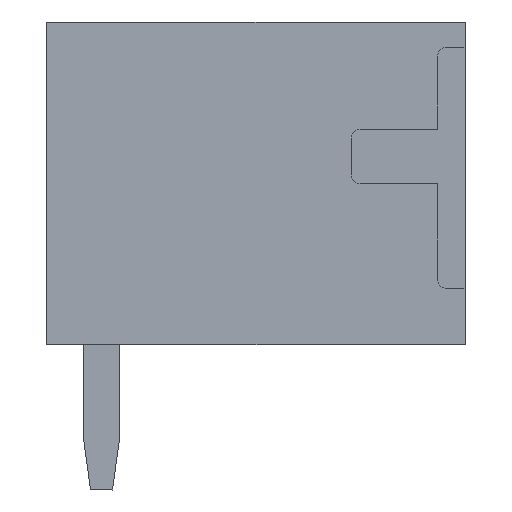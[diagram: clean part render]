
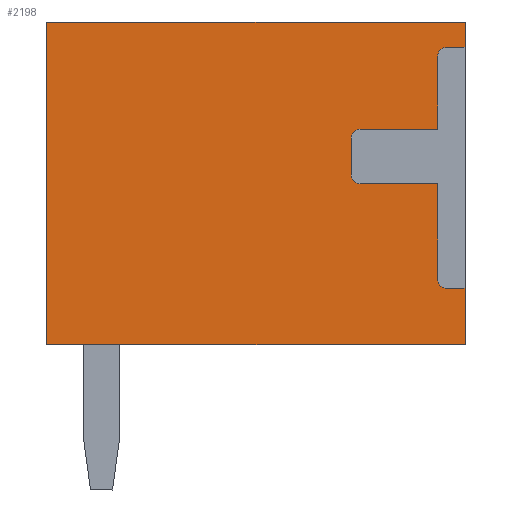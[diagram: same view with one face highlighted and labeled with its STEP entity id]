
A CAD part, left-side view. The second image highlights one B-rep face of the part: STEP entity #2198.
In plain terms, the highlighted planar face has unit normal (-1, 0, 0).
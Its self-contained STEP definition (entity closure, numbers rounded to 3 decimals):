
#2098=AXIS2_PLACEMENT_3D('Plane Axis2P3D',#2095,#2096,#2097) ;
#2114=AXIS2_PLACEMENT_3D('Circle Axis2P3D',#2112,#2113,$) ;
#2135=AXIS2_PLACEMENT_3D('Circle Axis2P3D',#2133,#2134,$) ;
#2149=AXIS2_PLACEMENT_3D('Circle Axis2P3D',#2147,#2148,$) ;
#2170=AXIS2_PLACEMENT_3D('Circle Axis2P3D',#2168,#2169,$) ;
#77=CARTESIAN_POINT('Vertex',(0.3,0.,10.3)) ;
#80=CARTESIAN_POINT('Line Origine',(0.3,0.,10.02)) ;
#84=CARTESIAN_POINT('Vertex',(0.3,0.,9.74)) ;
#105=CARTESIAN_POINT('Vertex',(0.3,0.,4.44)) ;
#108=CARTESIAN_POINT('Line Origine',(0.3,0.,3.82)) ;
#112=CARTESIAN_POINT('Vertex',(0.3,0.,3.2)) ;
#1633=CARTESIAN_POINT('Vertex',(0.3,9.2,10.3)) ;
#1636=CARTESIAN_POINT('Line Origine',(0.3,4.6,10.3)) ;
#2003=CARTESIAN_POINT('Line Origine',(0.3,4.6,3.2)) ;
#2007=CARTESIAN_POINT('Vertex',(0.3,9.2,3.2)) ;
#2095=CARTESIAN_POINT('Axis2P3D Location',(0.3,0.,0.)) ;
#2100=CARTESIAN_POINT('Line Origine',(0.3,9.2,6.75)) ;
#2105=CARTESIAN_POINT('Line Origine',(0.3,0.2,4.44)) ;
#2109=CARTESIAN_POINT('Vertex',(0.3,0.4,4.44)) ;
#2112=CARTESIAN_POINT('Axis2P3D Location',(0.3,0.4,4.64)) ;
#2116=CARTESIAN_POINT('Vertex',(0.3,0.6,4.64)) ;
#2119=CARTESIAN_POINT('Line Origine',(0.3,0.6,5.69)) ;
#2123=CARTESIAN_POINT('Vertex',(0.3,0.6,6.74)) ;
#2126=CARTESIAN_POINT('Line Origine',(0.3,1.45,6.74)) ;
#2130=CARTESIAN_POINT('Vertex',(0.3,2.3,6.74)) ;
#2133=CARTESIAN_POINT('Axis2P3D Location',(0.3,2.3,6.94)) ;
#2137=CARTESIAN_POINT('Vertex',(0.3,2.5,6.94)) ;
#2140=CARTESIAN_POINT('Line Origine',(0.3,2.5,7.34)) ;
#2144=CARTESIAN_POINT('Vertex',(0.3,2.5,7.74)) ;
#2147=CARTESIAN_POINT('Axis2P3D Location',(0.3,2.3,7.74)) ;
#2151=CARTESIAN_POINT('Vertex',(0.3,2.3,7.94)) ;
#2154=CARTESIAN_POINT('Line Origine',(0.3,1.45,7.94)) ;
#2158=CARTESIAN_POINT('Vertex',(0.3,0.6,7.94)) ;
#2161=CARTESIAN_POINT('Line Origine',(0.3,0.6,8.74)) ;
#2165=CARTESIAN_POINT('Vertex',(0.3,0.6,9.54)) ;
#2168=CARTESIAN_POINT('Axis2P3D Location',(0.3,0.4,9.54)) ;
#2172=CARTESIAN_POINT('Vertex',(0.3,0.4,9.74)) ;
#2175=CARTESIAN_POINT('Line Origine',(0.3,0.2,9.74)) ;
#81=DIRECTION('Vector Direction',(0.,0.,-1.)) ;
#109=DIRECTION('Vector Direction',(0.,0.,-1.)) ;
#1637=DIRECTION('Vector Direction',(0.,-1.,0.)) ;
#2004=DIRECTION('Vector Direction',(0.,1.,0.)) ;
#2096=DIRECTION('Axis2P3D Direction',(-1.,0.,0.)) ;
#2097=DIRECTION('Axis2P3D XDirection',(0.,-1.,0.)) ;
#2101=DIRECTION('Vector Direction',(0.,0.,1.)) ;
#2106=DIRECTION('Vector Direction',(0.,-1.,0.)) ;
#2113=DIRECTION('Axis2P3D Direction',(-1.,0.,0.)) ;
#2120=DIRECTION('Vector Direction',(0.,0.,-1.)) ;
#2127=DIRECTION('Vector Direction',(0.,-1.,0.)) ;
#2134=DIRECTION('Axis2P3D Direction',(-1.,0.,0.)) ;
#2141=DIRECTION('Vector Direction',(0.,0.,-1.)) ;
#2148=DIRECTION('Axis2P3D Direction',(-1.,0.,0.)) ;
#2155=DIRECTION('Vector Direction',(0.,1.,0.)) ;
#2162=DIRECTION('Vector Direction',(0.,0.,-1.)) ;
#2169=DIRECTION('Axis2P3D Direction',(-1.,0.,0.)) ;
#2176=DIRECTION('Vector Direction',(0.,1.,0.)) ;
#82=VECTOR('Line Direction',#81,1.) ;
#110=VECTOR('Line Direction',#109,1.) ;
#1638=VECTOR('Line Direction',#1637,1.) ;
#2005=VECTOR('Line Direction',#2004,1.) ;
#2102=VECTOR('Line Direction',#2101,1.) ;
#2107=VECTOR('Line Direction',#2106,1.) ;
#2121=VECTOR('Line Direction',#2120,1.) ;
#2128=VECTOR('Line Direction',#2127,1.) ;
#2142=VECTOR('Line Direction',#2141,1.) ;
#2156=VECTOR('Line Direction',#2155,1.) ;
#2163=VECTOR('Line Direction',#2162,1.) ;
#2177=VECTOR('Line Direction',#2176,1.) ;
#2181=ORIENTED_EDGE('',*,*,#86,.T.) ;
#2182=ORIENTED_EDGE('',*,*,#1640,.T.) ;
#2183=ORIENTED_EDGE('',*,*,#2104,.T.) ;
#2184=ORIENTED_EDGE('',*,*,#2009,.T.) ;
#2185=ORIENTED_EDGE('',*,*,#114,.T.) ;
#2186=ORIENTED_EDGE('',*,*,#2111,.T.) ;
#2187=ORIENTED_EDGE('',*,*,#2118,.T.) ;
#2188=ORIENTED_EDGE('',*,*,#2125,.T.) ;
#2189=ORIENTED_EDGE('',*,*,#2132,.T.) ;
#2190=ORIENTED_EDGE('',*,*,#2139,.T.) ;
#2191=ORIENTED_EDGE('',*,*,#2146,.T.) ;
#2192=ORIENTED_EDGE('',*,*,#2153,.T.) ;
#2193=ORIENTED_EDGE('',*,*,#2160,.T.) ;
#2194=ORIENTED_EDGE('',*,*,#2167,.T.) ;
#2195=ORIENTED_EDGE('',*,*,#2174,.T.) ;
#2196=ORIENTED_EDGE('',*,*,#2179,.T.) ;
#2198=ADVANCED_FACE('HOUSING',(#2197),#2099,.T.) ;
#2115=CIRCLE('generated circle',#2114,0.2) ;
#2136=CIRCLE('generated circle',#2135,0.2) ;
#2150=CIRCLE('generated circle',#2149,0.2) ;
#2171=CIRCLE('generated circle',#2170,0.2) ;
#86=EDGE_CURVE('',#85,#78,#83,.F.) ;
#114=EDGE_CURVE('',#113,#106,#111,.F.) ;
#1640=EDGE_CURVE('',#78,#1634,#1639,.F.) ;
#2009=EDGE_CURVE('',#2008,#113,#2006,.F.) ;
#2104=EDGE_CURVE('',#1634,#2008,#2103,.F.) ;
#2111=EDGE_CURVE('',#106,#2110,#2108,.F.) ;
#2118=EDGE_CURVE('',#2110,#2117,#2115,.F.) ;
#2125=EDGE_CURVE('',#2117,#2124,#2122,.F.) ;
#2132=EDGE_CURVE('',#2124,#2131,#2129,.F.) ;
#2139=EDGE_CURVE('',#2131,#2138,#2136,.F.) ;
#2146=EDGE_CURVE('',#2138,#2145,#2143,.F.) ;
#2153=EDGE_CURVE('',#2145,#2152,#2150,.F.) ;
#2160=EDGE_CURVE('',#2152,#2159,#2157,.F.) ;
#2167=EDGE_CURVE('',#2159,#2166,#2164,.F.) ;
#2174=EDGE_CURVE('',#2166,#2173,#2171,.F.) ;
#2179=EDGE_CURVE('',#2173,#85,#2178,.F.) ;
#2180=EDGE_LOOP('',(#2181,#2182,#2183,#2184,#2185,#2186,#2187,#2188,#2189,#2190,#2191,#2192,#2193,#2194,#2195,#2196)) ;
#2197=FACE_OUTER_BOUND('',#2180,.T.) ;
#83=LINE('Line',#80,#82) ;
#111=LINE('Line',#108,#110) ;
#1639=LINE('Line',#1636,#1638) ;
#2006=LINE('Line',#2003,#2005) ;
#2103=LINE('Line',#2100,#2102) ;
#2108=LINE('Line',#2105,#2107) ;
#2122=LINE('Line',#2119,#2121) ;
#2129=LINE('Line',#2126,#2128) ;
#2143=LINE('Line',#2140,#2142) ;
#2157=LINE('Line',#2154,#2156) ;
#2164=LINE('Line',#2161,#2163) ;
#2178=LINE('Line',#2175,#2177) ;
#2099=PLANE('',#2098) ;
#78=VERTEX_POINT('',#77) ;
#85=VERTEX_POINT('',#84) ;
#106=VERTEX_POINT('',#105) ;
#113=VERTEX_POINT('',#112) ;
#1634=VERTEX_POINT('',#1633) ;
#2008=VERTEX_POINT('',#2007) ;
#2110=VERTEX_POINT('',#2109) ;
#2117=VERTEX_POINT('',#2116) ;
#2124=VERTEX_POINT('',#2123) ;
#2131=VERTEX_POINT('',#2130) ;
#2138=VERTEX_POINT('',#2137) ;
#2145=VERTEX_POINT('',#2144) ;
#2152=VERTEX_POINT('',#2151) ;
#2159=VERTEX_POINT('',#2158) ;
#2166=VERTEX_POINT('',#2165) ;
#2173=VERTEX_POINT('',#2172) ;
